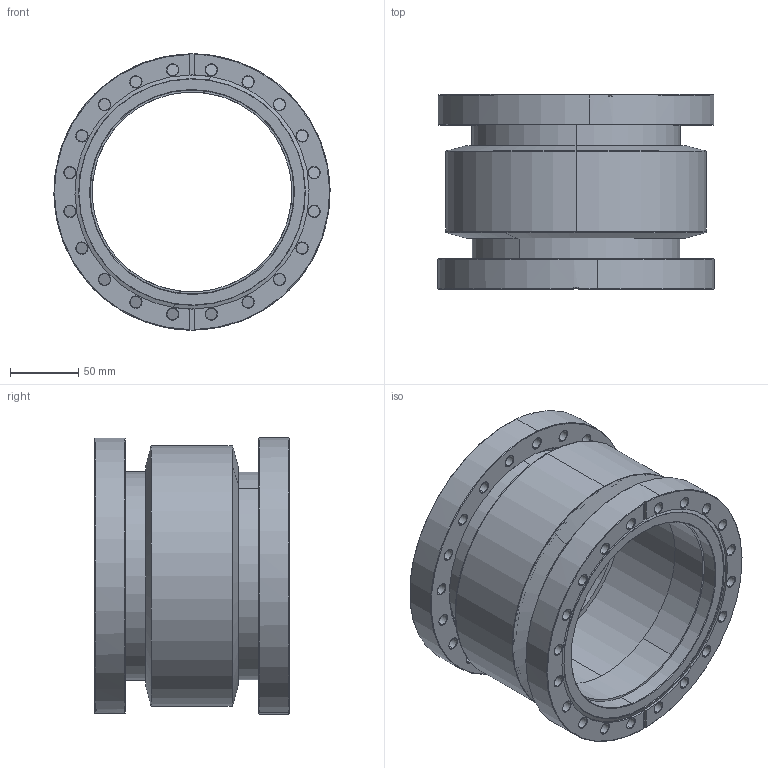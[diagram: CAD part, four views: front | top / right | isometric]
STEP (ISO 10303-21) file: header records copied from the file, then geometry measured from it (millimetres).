
FILE_DESCRIPTION (( 'STEP AP214' ), '1' );
FILE_NAME ('Hositrad_CF150-EWB.STEP', '2017-10-31T08:57:05', ( '' ), ( '' ), 'SwSTEP 2.0', 'SolidWorks 2017', '' );
FILE_SCHEMA (( 'AUTOMOTIVE_DESIGN' ));
Length unit declared in the file: millimetre
Products named in the file (7): Bellow Flange-75060_75060-L=29,3; NW150CF-Weld_CF150-152; NW150CF-R-OuterWeld_-159; Hositrad_CF150-EWB; Bellow-75060_75060-2,2; NW150CF-R-InnerWeld_Inner Ring 152,4; NW150CF-R-Weld
Assembly tree (7 placements, depth 3):
  Hositrad_CF150-EWB
    Bellow-75060_75060-2,2
    Bellow Flange-75060_75060-L=29,3  x2
    NW150CF-R-Weld
      NW150CF-R-OuterWeld_-159
      NW150CF-R-InnerWeld_Inner Ring 152,4
    NW150CF-Weld_CF150-152
Bounding box: 202.37 x 142.6 x 202.4 mm (x, y, z)
Volume: 1290982.1 mm3; surface area: 329164.2 mm2
Topology: 6 solids, 6 shells, 354 faces, 812 edges, 478 vertices
Faces by surface type: cone 202, cylinder 116, plane 36
Entity records: 10090 total; most frequent: DIRECTION 1918, CARTESIAN_POINT 1619, ORIENTED_EDGE 1568, AXIS2_PLACEMENT_3D 791, EDGE_CURVE 784, VERTEX_POINT 460, CIRCLE 440, EDGE_LOOP 436
